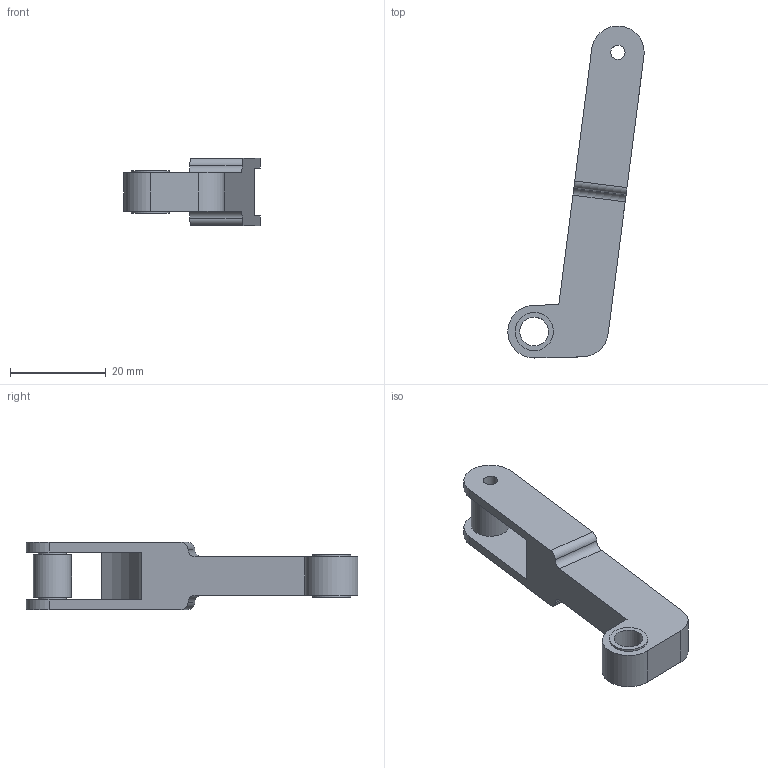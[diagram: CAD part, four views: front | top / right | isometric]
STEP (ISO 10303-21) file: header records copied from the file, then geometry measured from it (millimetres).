
FILE_DESCRIPTION(/* description */ (''),/* implementation_level */ '2;1');
FILE_NAME(/* name */ 'min_link1.step',/* time_stamp */ '2025-05-29T19:19:44+07:00',/* author */ (''),/* organization */ (''),/* preprocessor_version */ 'ST-DEVELOPER v20.1',/* originating_system */ 'Autodesk Translation Framework v14.10.0.0',/* authorisation */ '');
FILE_SCHEMA (('AUTOMOTIVE_DESIGN { 1 0 10303 214 3 1 1 }'));
Length unit declared in the file: millimetre
Products named in the file (6): full_V4_doraemon_hand_fix; bush; min_link_2; bush_1; outer; inner
Assembly tree (6 placements, depth 3):
  full_V4_doraemon_hand_fix
    bush
      outer
    min_link_2
    bush_1
      outer
      inner
Bounding box: 28.46 x 69.3 x 14 mm (x, y, z)
Volume: 6869.1 mm3; surface area: 4988 mm2
Topology: 4 solids, 4 shells, 34 faces, 78 edges, 52 vertices
Faces by surface type: cylinder 18, plane 16
Full cylindrical faces by diameter (mm): 3 x3, 5.9 x1, 6 x2, 8 x3
Entity records: 1073 total; most frequent: DIRECTION 188, CARTESIAN_POINT 162, ORIENTED_EDGE 144, AXIS2_PLACEMENT_3D 74, EDGE_CURVE 72, VERTEX_POINT 48, EDGE_LOOP 40, LINE 40
